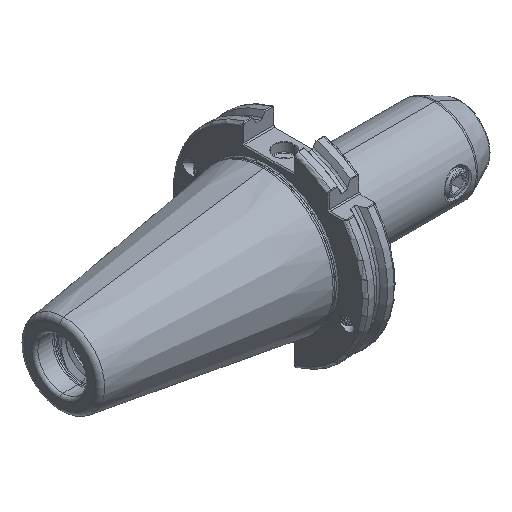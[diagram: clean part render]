
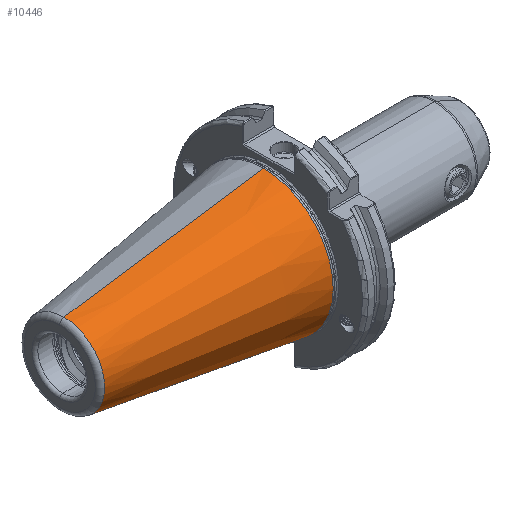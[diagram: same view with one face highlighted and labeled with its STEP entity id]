
A CAD part, isometric view. The second image highlights one B-rep face of the part: STEP entity #10446.
In plain terms, the highlighted conical face has half-angle 8.297 degrees and reference radius 35.392 mm.
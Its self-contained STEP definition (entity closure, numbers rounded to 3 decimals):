
#2976 = VERTEX_POINT ( 'NONE', #16660 ) ;
#2977 = VERTEX_POINT ( 'NONE', #16662 ) ;
#2989 = VERTEX_POINT ( 'NONE', #16678 ) ;
#2997 = VERTEX_POINT ( 'NONE', #16724 ) ;
#3013 = VERTEX_POINT ( 'NONE', #17119 ) ;
#10446 = ADVANCED_FACE ( 'NONE', ( #14339 ), #14520, .T. ) ;
#13316 = EDGE_LOOP ( 'NONE', ( #26271, #26261, #26309, #26278, #26280 ) ) ;
#14167 = VECTOR ( 'NONE', #18908, 1000. ) ;
#14181 = VECTOR ( 'NONE', #18776, 1000. ) ;
#14183 = CIRCLE ( 'NONE', #18302, 35.027 ) ;
#14187 = LINE ( 'NONE', #18911, #14167 ) ;
#14211 = LINE ( 'NONE', #18758, #14181 ) ;
#14339 = FACE_OUTER_BOUND ( 'NONE', #13316, .T. ) ;
#14520 = CONICAL_SURFACE ( 'NONE', #19003, 35.392, 0.145 ) ;
#14983 = CIRCLE ( 'NONE', #19329, 35.027 ) ;
#15024 = CIRCLE ( 'NONE', #19358, 20.399 ) ;
#15684 = DIRECTION ( 'NONE',  ( 1., 0., 0. ) ) ;
#15693 = DIRECTION ( 'NONE',  ( 0., 0., -1. ) ) ;
#15701 = CARTESIAN_POINT ( 'NONE',  ( 0., 0., 0. ) ) ;
#16660 = CARTESIAN_POINT ( 'NONE',  ( -2.5, 0., 35.027 ) ) ;
#16662 = CARTESIAN_POINT ( 'NONE',  ( -102.811, 0., -20.399 ) ) ;
#16678 = CARTESIAN_POINT ( 'NONE',  ( -2.5, 0., -35.027 ) ) ;
#16724 = CARTESIAN_POINT ( 'NONE',  ( -102.811, 0., 20.399 ) ) ;
#17119 = CARTESIAN_POINT ( 'NONE',  ( -2.5, -35.027, 0. ) ) ;
#18302 = AXIS2_PLACEMENT_3D ( 'NONE', #18824, #18811, #18810 ) ;
#18758 = CARTESIAN_POINT ( 'NONE',  ( 0., 0., 35.392 ) ) ;
#18776 = DIRECTION ( 'NONE',  ( 0.99, 0., 0.144 ) ) ;
#18810 = DIRECTION ( 'NONE',  ( 0., 1., 0. ) ) ;
#18811 = DIRECTION ( 'NONE',  ( 1., 0., 0. ) ) ;
#18824 = CARTESIAN_POINT ( 'NONE',  ( -2.5, 0., 0. ) ) ;
#18908 = DIRECTION ( 'NONE',  ( 0.99, 0., -0.144 ) ) ;
#18911 = CARTESIAN_POINT ( 'NONE',  ( 0., 0., -35.392 ) ) ;
#19003 = AXIS2_PLACEMENT_3D ( 'NONE', #15701, #15684, #15693 ) ;
#19329 = AXIS2_PLACEMENT_3D ( 'NONE', #25957, #25958, #25956 ) ;
#19358 = AXIS2_PLACEMENT_3D ( 'NONE', #25368, #25341, #25372 ) ;
#19748 = EDGE_CURVE ( 'NONE', #3013, #2989, #14983, .T. ) ;
#19789 = EDGE_CURVE ( 'NONE', #2997, #2977, #15024, .T. ) ;
#22901 = EDGE_CURVE ( 'NONE', #2997, #2976, #14211, .T. ) ;
#22913 = EDGE_CURVE ( 'NONE', #2976, #3013, #14183, .T. ) ;
#22938 = EDGE_CURVE ( 'NONE', #2977, #2989, #14187, .T. ) ;
#25341 = DIRECTION ( 'NONE',  ( 1., 0., 0. ) ) ;
#25368 = CARTESIAN_POINT ( 'NONE',  ( -102.811, 0., 0. ) ) ;
#25372 = DIRECTION ( 'NONE',  ( 0., 0., 1. ) ) ;
#25956 = DIRECTION ( 'NONE',  ( 0., 1., 0. ) ) ;
#25957 = CARTESIAN_POINT ( 'NONE',  ( -2.5, 0., 0. ) ) ;
#25958 = DIRECTION ( 'NONE',  ( 1., 0., 0. ) ) ;
#26261 = ORIENTED_EDGE ( 'NONE', *, *, #19789, .T. ) ;
#26271 = ORIENTED_EDGE ( 'NONE', *, *, #22901, .F. ) ;
#26278 = ORIENTED_EDGE ( 'NONE', *, *, #19748, .F. ) ;
#26280 = ORIENTED_EDGE ( 'NONE', *, *, #22913, .F. ) ;
#26309 = ORIENTED_EDGE ( 'NONE', *, *, #22938, .T. ) ;
